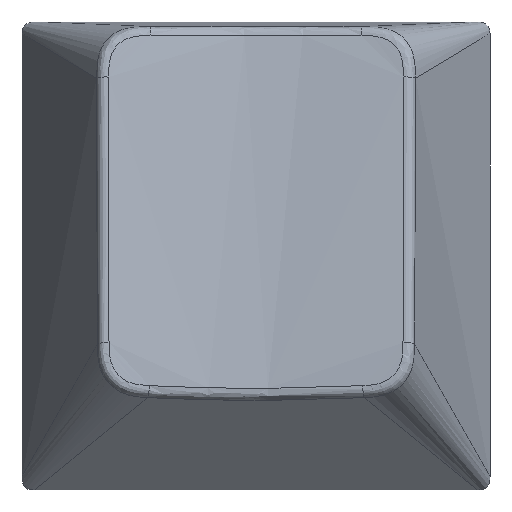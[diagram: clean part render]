
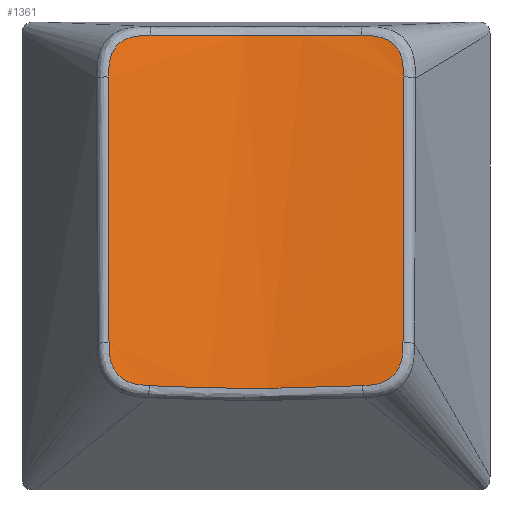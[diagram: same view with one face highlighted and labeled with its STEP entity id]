
A CAD part, top view. The second image highlights one B-rep face of the part: STEP entity #1361.
In plain terms, the highlighted free-form (B-spline) face has degree [2, 1] with [9, 2] control points.
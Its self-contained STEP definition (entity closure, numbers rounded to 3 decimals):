
#1361 = ADVANCED_FACE('',(#1362),#1465,.F.);
#1362 = FACE_BOUND('',#1363,.F.);
#1363 = EDGE_LOOP('',(#1364,#1376,#1392,#1401,#1416,#1426,#1442,#1451));
#1364 = ORIENTED_EDGE('',*,*,#1365,.T.);
#1365 = EDGE_CURVE('',#1366,#1368,#1370,.T.);
#1366 = VERTEX_POINT('',#1367);
#1367 = CARTESIAN_POINT('',(-4.06,8.517,5.807));
#1368 = VERTEX_POINT('',#1369);
#1369 = CARTESIAN_POINT('',(4.059,8.517,5.807));
#1370 = B_SPLINE_CURVE_WITH_KNOTS('',3,(#1371,#1372,#1373,#1374,#1375),
  .UNSPECIFIED.,.F.,.F.,(4,1,4),(-0.208,3.914,8.036),
  .UNSPECIFIED.);
#1371 = CARTESIAN_POINT('',(-4.06,8.517,5.807));
#1372 = CARTESIAN_POINT('',(-2.714,8.523,5.638));
#1373 = CARTESIAN_POINT('',(0.,8.529,5.467)
  );
#1374 = CARTESIAN_POINT('',(2.713,8.523,5.638));
#1375 = CARTESIAN_POINT('',(4.059,8.517,5.807));
#1376 = ORIENTED_EDGE('',*,*,#1377,.T.);
#1377 = EDGE_CURVE('',#1368,#1378,#1380,.T.);
#1378 = VERTEX_POINT('',#1379);
#1379 = CARTESIAN_POINT('',(5.701,6.908,6.371));
#1380 = B_SPLINE_CURVE_WITH_KNOTS('',3,(#1381,#1382,#1383,#1384,#1385,
    #1386,#1387,#1388,#1389,#1390,#1391),.UNSPECIFIED.,.F.,.F.,(4,1,1,1,
    1,1,1,1,4),(0.208,0.632,1.004,1.332,
    1.635,1.933,2.249,2.601,2.996),
  .UNSPECIFIED.);
#1381 = CARTESIAN_POINT('',(4.059,8.517,5.807));
#1382 = CARTESIAN_POINT('',(4.198,8.516,5.825));
#1383 = CARTESIAN_POINT('',(4.458,8.511,5.86));
#1384 = CARTESIAN_POINT('',(4.819,8.456,5.923));
#1385 = CARTESIAN_POINT('',(5.122,8.339,5.993));
#1386 = CARTESIAN_POINT('',(5.362,8.159,6.067));
#1387 = CARTESIAN_POINT('',(5.538,7.919,6.144));
#1388 = CARTESIAN_POINT('',(5.648,7.625,6.221));
#1389 = CARTESIAN_POINT('',(5.698,7.281,6.298));
#1390 = CARTESIAN_POINT('',(5.701,7.037,6.346));
#1391 = CARTESIAN_POINT('',(5.701,6.908,6.371));
#1392 = ORIENTED_EDGE('',*,*,#1393,.F.);
#1393 = EDGE_CURVE('',#1394,#1378,#1396,.T.);
#1394 = VERTEX_POINT('',#1395);
#1395 = CARTESIAN_POINT('',(5.685,-3.371,8.387));
#1396 = B_SPLINE_CURVE_WITH_KNOTS('',3,(#1397,#1398,#1399,#1400),
  .UNSPECIFIED.,.F.,.F.,(4,4),(-0.126,10.348),
  .PIECEWISE_BEZIER_KNOTS.);
#1397 = CARTESIAN_POINT('',(5.685,-3.371,8.387));
#1398 = CARTESIAN_POINT('',(5.689,0.055,7.715));
#1399 = CARTESIAN_POINT('',(5.694,3.481,7.043));
#1400 = CARTESIAN_POINT('',(5.701,6.908,6.371));
#1401 = ORIENTED_EDGE('',*,*,#1402,.T.);
#1402 = EDGE_CURVE('',#1394,#1403,#1405,.T.);
#1403 = VERTEX_POINT('',#1404);
#1404 = CARTESIAN_POINT('',(4.129,-5.033,8.477));
#1405 = B_SPLINE_CURVE_WITH_KNOTS('',3,(#1406,#1407,#1408,#1409,#1410,
    #1411,#1412,#1413,#1414,#1415),.UNSPECIFIED.,.F.,.F.,(4,1,1,1,1,1,1,
    4),(0.126,0.853,1.168,1.464,1.76,
    2.073,2.416,2.8),.UNSPECIFIED.);
#1406 = CARTESIAN_POINT('',(5.685,-3.371,8.387));
#1407 = CARTESIAN_POINT('',(5.685,-3.608,8.434));
#1408 = CARTESIAN_POINT('',(5.676,-3.954,8.5));
#1409 = CARTESIAN_POINT('',(5.522,-4.372,8.555));
#1410 = CARTESIAN_POINT('',(5.348,-4.62,8.574));
#1411 = CARTESIAN_POINT('',(5.114,-4.812,8.574));
#1412 = CARTESIAN_POINT('',(4.827,-4.942,8.555));
#1413 = CARTESIAN_POINT('',(4.492,-5.012,8.52));
#1414 = CARTESIAN_POINT('',(4.255,-5.027,8.492));
#1415 = CARTESIAN_POINT('',(4.129,-5.033,8.477));
#1416 = ORIENTED_EDGE('',*,*,#1417,.T.);
#1417 = EDGE_CURVE('',#1403,#1418,#1420,.T.);
#1418 = VERTEX_POINT('',#1419);
#1419 = CARTESIAN_POINT('',(-4.13,-5.033,8.477));
#1420 = B_SPLINE_CURVE_WITH_KNOTS('',3,(#1421,#1422,#1423,#1424,#1425),
  .UNSPECIFIED.,.F.,.F.,(4,1,4),(-0.115,4.077,8.27),
  .UNSPECIFIED.);
#1421 = CARTESIAN_POINT('',(4.129,-5.033,8.477));
#1422 = CARTESIAN_POINT('',(2.76,-5.103,8.316));
#1423 = CARTESIAN_POINT('',(0.,-5.173,8.155
    ));
#1424 = CARTESIAN_POINT('',(-2.761,-5.103,8.316));
#1425 = CARTESIAN_POINT('',(-4.13,-5.033,8.477));
#1426 = ORIENTED_EDGE('',*,*,#1427,.T.);
#1427 = EDGE_CURVE('',#1418,#1428,#1430,.T.);
#1428 = VERTEX_POINT('',#1429);
#1429 = CARTESIAN_POINT('',(-5.685,-3.371,8.387));
#1430 = B_SPLINE_CURVE_WITH_KNOTS('',3,(#1431,#1432,#1433,#1434,#1435,
    #1436,#1437,#1438,#1439,#1440,#1441),.UNSPECIFIED.,.F.,.F.,(4,1,1,1,
    1,1,1,1,4),(0.115,0.499,0.843,1.155,
    1.451,1.748,2.062,2.407,2.79),
  .UNSPECIFIED.);
#1431 = CARTESIAN_POINT('',(-4.13,-5.033,8.477));
#1432 = CARTESIAN_POINT('',(-4.255,-5.027,8.492));
#1433 = CARTESIAN_POINT('',(-4.493,-5.012,8.52));
#1434 = CARTESIAN_POINT('',(-4.827,-4.942,8.555));
#1435 = CARTESIAN_POINT('',(-5.115,-4.812,8.574));
#1436 = CARTESIAN_POINT('',(-5.348,-4.62,8.574));
#1437 = CARTESIAN_POINT('',(-5.522,-4.372,8.555));
#1438 = CARTESIAN_POINT('',(-5.632,-4.074,8.516));
#1439 = CARTESIAN_POINT('',(-5.682,-3.734,8.458));
#1440 = CARTESIAN_POINT('',(-5.685,-3.496,8.412));
#1441 = CARTESIAN_POINT('',(-5.685,-3.371,8.387));
#1442 = ORIENTED_EDGE('',*,*,#1443,.F.);
#1443 = EDGE_CURVE('',#1444,#1428,#1446,.T.);
#1444 = VERTEX_POINT('',#1445);
#1445 = CARTESIAN_POINT('',(-5.701,6.908,6.371));
#1446 = B_SPLINE_CURVE_WITH_KNOTS('',3,(#1447,#1448,#1449,#1450),
  .UNSPECIFIED.,.F.,.F.,(4,4),(-0.153,10.321),
  .PIECEWISE_BEZIER_KNOTS.);
#1447 = CARTESIAN_POINT('',(-5.701,6.908,6.371));
#1448 = CARTESIAN_POINT('',(-5.695,3.481,7.043));
#1449 = CARTESIAN_POINT('',(-5.69,0.055,7.715));
#1450 = CARTESIAN_POINT('',(-5.685,-3.371,8.387));
#1451 = ORIENTED_EDGE('',*,*,#1452,.T.);
#1452 = EDGE_CURVE('',#1444,#1366,#1453,.T.);
#1453 = B_SPLINE_CURVE_WITH_KNOTS('',3,(#1454,#1455,#1456,#1457,#1458,
    #1459,#1460,#1461,#1462,#1463,#1464),.UNSPECIFIED.,.F.,.F.,(4,1,1,1,
    1,1,1,1,4),(0.153,0.548,0.9,1.216,
    1.515,1.817,2.145,2.517,2.942),
  .UNSPECIFIED.);
#1454 = CARTESIAN_POINT('',(-5.701,6.908,6.371));
#1455 = CARTESIAN_POINT('',(-5.701,7.037,6.346));
#1456 = CARTESIAN_POINT('',(-5.699,7.281,6.298));
#1457 = CARTESIAN_POINT('',(-5.649,7.625,6.221));
#1458 = CARTESIAN_POINT('',(-5.539,7.919,6.144));
#1459 = CARTESIAN_POINT('',(-5.363,8.159,6.067));
#1460 = CARTESIAN_POINT('',(-5.123,8.339,5.993));
#1461 = CARTESIAN_POINT('',(-4.82,8.456,5.923));
#1462 = CARTESIAN_POINT('',(-4.458,8.511,5.86));
#1463 = CARTESIAN_POINT('',(-4.199,8.516,5.825));
#1464 = CARTESIAN_POINT('',(-4.06,8.517,5.807));
#1465 = ( BOUNDED_SURFACE() B_SPLINE_SURFACE(2,1,(
    (#1466,#1467)
    ,(#1468,#1469)
    ,(#1470,#1471)
    ,(#1472,#1473)
    ,(#1474,#1475)
    ,(#1476,#1477)
    ,(#1478,#1479)
    ,(#1480,#1481)
    ,(#1482,#1483
)),.UNSPECIFIED.,.T.,.F.,.F.) B_SPLINE_SURFACE_WITH_KNOTS((1,2,2,2,2,2,1
    ),(2,2),(-261.346,-209.077,-156.807,-104.538,
    -52.269,0.,52.269),(0.,193.49),.UNSPECIFIED.) 
GEOMETRIC_REPRESENTATION_ITEM() RATIONAL_B_SPLINE_SURFACE((
    (1.,1.)
    ,(0.707,0.707)
    ,(1.,1.)
    ,(0.707,0.707)
    ,(1.,1.)
    ,(0.707,0.707)
    ,(1.,1.)
    ,(0.707,0.707)
,(1.,1.))) REPRESENTATION_ITEM('') SURFACE() );
#1466 = CARTESIAN_POINT('',(-27.401,-62.998,34.268));
#1467 = CARTESIAN_POINT('',(-27.401,126.866,-3.016));
#1468 = CARTESIAN_POINT('',(-46.281,-57.718,61.155));
#1469 = CARTESIAN_POINT('',(-46.281,132.146,23.872));
#1470 = CARTESIAN_POINT('',(-18.88,-54.08,79.681));
#1471 = CARTESIAN_POINT('',(-18.88,135.784,42.398));
#1472 = CARTESIAN_POINT('',(8.52,-50.442,98.208));
#1473 = CARTESIAN_POINT('',(8.52,139.422,60.924));
#1474 = CARTESIAN_POINT('',(27.401,-55.722,71.32));
#1475 = CARTESIAN_POINT('',(27.401,134.142,34.037));
#1476 = CARTESIAN_POINT('',(46.281,-61.002,44.433));
#1477 = CARTESIAN_POINT('',(46.281,128.862,7.15));
#1478 = CARTESIAN_POINT('',(18.88,-64.64,25.907));
#1479 = CARTESIAN_POINT('',(18.88,125.224,-11.377));
#1480 = CARTESIAN_POINT('',(-8.521,-68.278,7.38));
#1481 = CARTESIAN_POINT('',(-8.521,121.586,-29.903));
#1482 = CARTESIAN_POINT('',(-27.401,-62.998,34.268));
#1483 = CARTESIAN_POINT('',(-27.401,126.866,-3.016));
